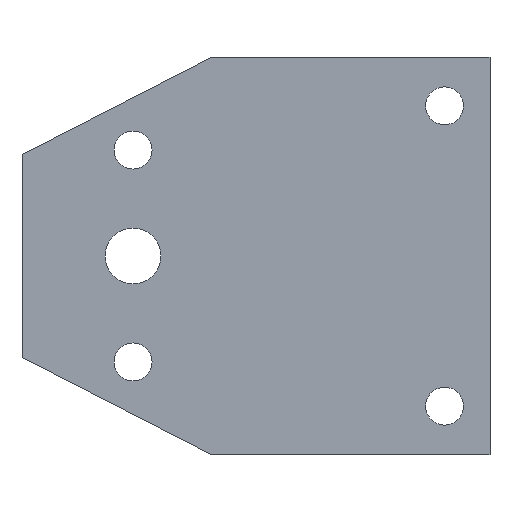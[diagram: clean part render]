
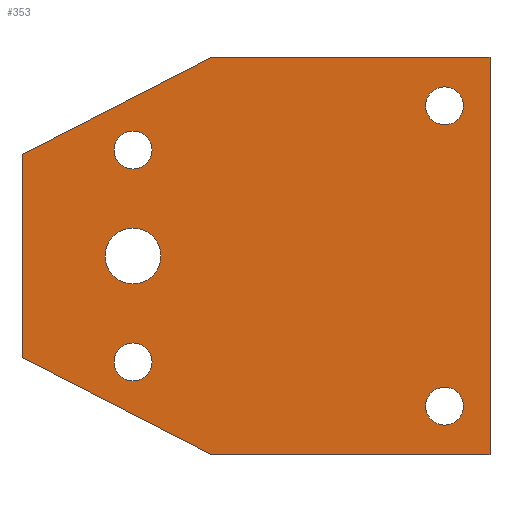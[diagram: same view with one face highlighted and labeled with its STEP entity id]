
A CAD part, left-side view. The second image highlights one B-rep face of the part: STEP entity #353.
In plain terms, the highlighted planar face has unit normal (-1, 0, 0).
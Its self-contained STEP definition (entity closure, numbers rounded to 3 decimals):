
#31=FACE_BOUND('',#85,.T.);
#32=FACE_BOUND('',#86,.T.);
#33=FACE_BOUND('',#87,.T.);
#34=FACE_BOUND('',#88,.T.);
#35=FACE_BOUND('',#89,.T.);
#41=CIRCLE('',#388,2.15);
#42=CIRCLE('',#390,2.15);
#43=CIRCLE('',#395,2.15);
#44=CIRCLE('',#397,2.15);
#45=CIRCLE('',#399,3.15);
#62=FACE_OUTER_BOUND('',#84,.T.);
#84=EDGE_LOOP('',(#314,#315,#316,#317,#318,#319));
#85=EDGE_LOOP('',(#320));
#86=EDGE_LOOP('',(#321));
#87=EDGE_LOOP('',(#322));
#88=EDGE_LOOP('',(#323));
#89=EDGE_LOOP('',(#324));
#111=LINE('',#555,#146);
#114=LINE('',#561,#149);
#117=LINE('',#567,#152);
#122=LINE('',#582,#157);
#123=LINE('',#584,#158);
#124=LINE('',#586,#159);
#146=VECTOR('',#457,10.);
#149=VECTOR('',#462,10.);
#152=VECTOR('',#467,10.);
#157=VECTOR('',#486,10.);
#158=VECTOR('',#489,10.);
#159=VECTOR('',#492,10.);
#179=VERTEX_POINT('',#544);
#180=VERTEX_POINT('',#548);
#181=VERTEX_POINT('',#552);
#182=VERTEX_POINT('',#554);
#183=VERTEX_POINT('',#558);
#184=VERTEX_POINT('',#560);
#185=VERTEX_POINT('',#564);
#186=VERTEX_POINT('',#566);
#187=VERTEX_POINT('',#570);
#188=VERTEX_POINT('',#574);
#189=VERTEX_POINT('',#578);
#213=EDGE_CURVE('',#179,#179,#41,.T.);
#215=EDGE_CURVE('',#180,#180,#42,.T.);
#218=EDGE_CURVE('',#182,#181,#111,.T.);
#221=EDGE_CURVE('',#184,#183,#114,.T.);
#224=EDGE_CURVE('',#186,#185,#117,.T.);
#227=EDGE_CURVE('',#187,#187,#43,.T.);
#229=EDGE_CURVE('',#188,#188,#44,.T.);
#231=EDGE_CURVE('',#189,#189,#45,.T.);
#232=EDGE_CURVE('',#181,#186,#122,.T.);
#233=EDGE_CURVE('',#185,#184,#123,.T.);
#234=EDGE_CURVE('',#183,#182,#124,.T.);
#314=ORIENTED_EDGE('',*,*,#232,.T.);
#315=ORIENTED_EDGE('',*,*,#224,.T.);
#316=ORIENTED_EDGE('',*,*,#233,.T.);
#317=ORIENTED_EDGE('',*,*,#221,.T.);
#318=ORIENTED_EDGE('',*,*,#234,.T.);
#319=ORIENTED_EDGE('',*,*,#218,.T.);
#320=ORIENTED_EDGE('',*,*,#213,.T.);
#321=ORIENTED_EDGE('',*,*,#215,.T.);
#322=ORIENTED_EDGE('',*,*,#227,.T.);
#323=ORIENTED_EDGE('',*,*,#229,.T.);
#324=ORIENTED_EDGE('',*,*,#231,.F.);
#336=PLANE('',#403);
#353=ADVANCED_FACE('',(#62,#31,#32,#33,#34,#35),#336,.F.);
#388=AXIS2_PLACEMENT_3D('',#545,#446,#447);
#390=AXIS2_PLACEMENT_3D('',#549,#451,#452);
#395=AXIS2_PLACEMENT_3D('',#572,#472,#473);
#397=AXIS2_PLACEMENT_3D('',#576,#477,#478);
#399=AXIS2_PLACEMENT_3D('',#580,#482,#483);
#403=AXIS2_PLACEMENT_3D('',#587,#493,#494);
#446=DIRECTION('center_axis',(1.,0.,0.));
#447=DIRECTION('ref_axis',(0.,0.,1.));
#451=DIRECTION('center_axis',(1.,0.,0.));
#452=DIRECTION('ref_axis',(0.,0.,1.));
#457=DIRECTION('',(0.,0.,1.));
#462=DIRECTION('',(0.,-0.89,-0.456));
#467=DIRECTION('',(0.,0.89,-0.456));
#472=DIRECTION('center_axis',(1.,0.,0.));
#473=DIRECTION('ref_axis',(0.,0.,-1.));
#477=DIRECTION('center_axis',(1.,0.,0.));
#478=DIRECTION('ref_axis',(0.,0.,-1.));
#482=DIRECTION('center_axis',(-1.,0.,0.));
#483=DIRECTION('ref_axis',(0.,-1.,0.));
#486=DIRECTION('',(0.,1.,0.));
#489=DIRECTION('',(0.,0.,-1.));
#492=DIRECTION('',(0.,-1.,0.));
#493=DIRECTION('center_axis',(1.,0.,0.));
#494=DIRECTION('ref_axis',(0.,0.,-1.));
#544=CARTESIAN_POINT('',(0.,-35.266,12.35));
#545=CARTESIAN_POINT('Origin',(0.,-35.266,14.5));
#548=CARTESIAN_POINT('',(0.,-35.266,-21.65));
#549=CARTESIAN_POINT('Origin',(0.,-35.266,-19.5));
#552=CARTESIAN_POINT('',(0.,-40.416,20.));
#554=CARTESIAN_POINT('',(0.,-40.416,-25.));
#555=CARTESIAN_POINT('',(0.,-40.416,20.));
#558=CARTESIAN_POINT('',(0.,-8.918,-25.));
#560=CARTESIAN_POINT('',(0.,12.577,-14.));
#561=CARTESIAN_POINT('',(0.,-8.918,-25.));
#564=CARTESIAN_POINT('',(0.,12.577,9.));
#566=CARTESIAN_POINT('',(0.,-8.918,20.));
#567=CARTESIAN_POINT('',(0.,12.577,9.));
#570=CARTESIAN_POINT('',(0.,0.,-12.35));
#572=CARTESIAN_POINT('Origin',(0.,0.,-14.5));
#574=CARTESIAN_POINT('',(0.,0.,11.65));
#576=CARTESIAN_POINT('Origin',(0.,0.,9.5));
#578=CARTESIAN_POINT('',(0.,3.15,-2.5));
#580=CARTESIAN_POINT('Origin',(0.,0.,-2.5));
#582=CARTESIAN_POINT('',(0.,-30.116,20.));
#584=CARTESIAN_POINT('',(0.,12.577,-14.));
#586=CARTESIAN_POINT('',(0.,-30.116,-25.));
#587=CARTESIAN_POINT('Origin',(0.,-8.636,-2.5));
